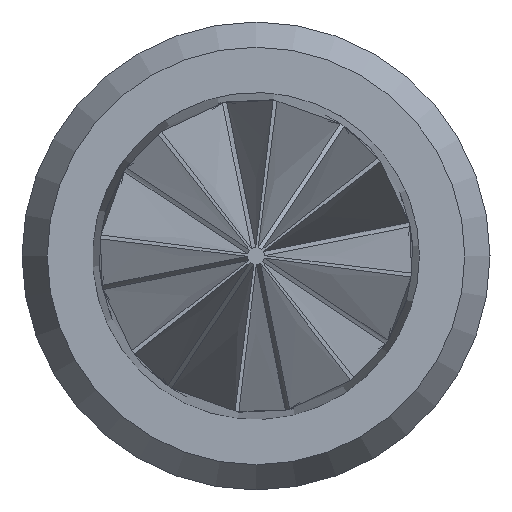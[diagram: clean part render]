
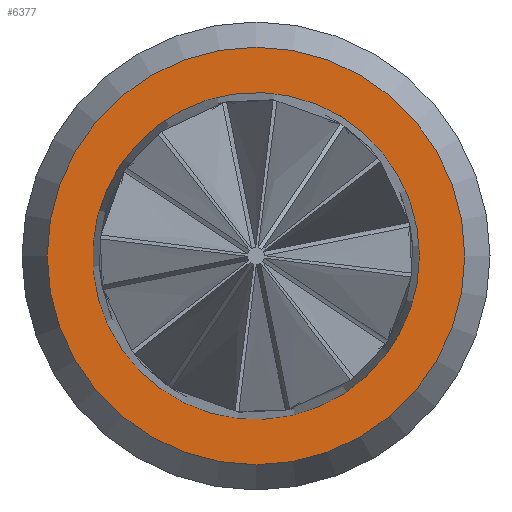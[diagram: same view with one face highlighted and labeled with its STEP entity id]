
A CAD part, left-side view. The second image highlights one B-rep face of the part: STEP entity #6377.
In plain terms, the highlighted planar face has unit normal (-1, 0, 0).
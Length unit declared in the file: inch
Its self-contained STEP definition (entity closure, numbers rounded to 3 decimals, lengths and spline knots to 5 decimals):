
#1056 = CIRCLE ( 'NONE', #18274, 0.01878 ) ;
#1469 = CIRCLE ( 'NONE', #19878, 0.024 ) ;
#1916 = EDGE_CURVE ( 'NONE', #8188, #8188, #1056, .T. ) ;
#1986 = FACE_OUTER_BOUND ( 'NONE', #16548, .T. ) ;
#2910 = CARTESIAN_POINT ( 'NONE',  ( -0.05651, -0.01878, 0. ) ) ;
#3221 = CARTESIAN_POINT ( 'NONE',  ( -0.05651, 0., 0. ) ) ;
#6377 = ADVANCED_FACE ( 'NONE', ( #17052, #1986 ), #9636, .T. ) ;
#6386 = ORIENTED_EDGE ( 'NONE', *, *, #16838, .F. ) ;
#6436 = CARTESIAN_POINT ( 'NONE',  ( -0.05651, 0.024, 0. ) ) ;
#8188 = VERTEX_POINT ( 'NONE', #2910 ) ;
#8951 = DIRECTION ( 'NONE',  ( 0., -1., 0. ) ) ;
#8954 = EDGE_LOOP ( 'NONE', ( #21409 ) ) ;
#9519 = AXIS2_PLACEMENT_3D ( 'NONE', #11519, #22555, #15170 ) ;
#9636 = PLANE ( 'NONE',  #9519 ) ;
#10863 = DIRECTION ( 'NONE',  ( 1., 0., 0. ) ) ;
#11519 = CARTESIAN_POINT ( 'NONE',  ( -0.05651, 0., 0. ) ) ;
#14078 = VERTEX_POINT ( 'NONE', #6436 ) ;
#15170 = DIRECTION ( 'NONE',  ( 0., -1., 0. ) ) ;
#16548 = EDGE_LOOP ( 'NONE', ( #6386 ) ) ;
#16838 = EDGE_CURVE ( 'NONE', #14078, #14078, #1469, .T. ) ;
#17052 = FACE_BOUND ( 'NONE', #8954, .T. ) ;
#18265 = DIRECTION ( 'NONE',  ( 0., 1., 0. ) ) ;
#18274 = AXIS2_PLACEMENT_3D ( 'NONE', #24462, #22467, #8951 ) ;
#19878 = AXIS2_PLACEMENT_3D ( 'NONE', #3221, #10863, #18265 ) ;
#21409 = ORIENTED_EDGE ( 'NONE', *, *, #1916, .F. ) ;
#22467 = DIRECTION ( 'NONE',  ( -1., 0., 0. ) ) ;
#22555 = DIRECTION ( 'NONE',  ( -1., 0., 0. ) ) ;
#24462 = CARTESIAN_POINT ( 'NONE',  ( -0.05651, 0., 0. ) ) ;
